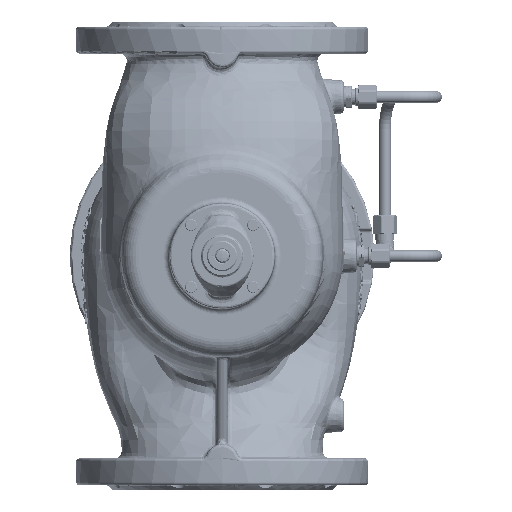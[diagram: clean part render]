
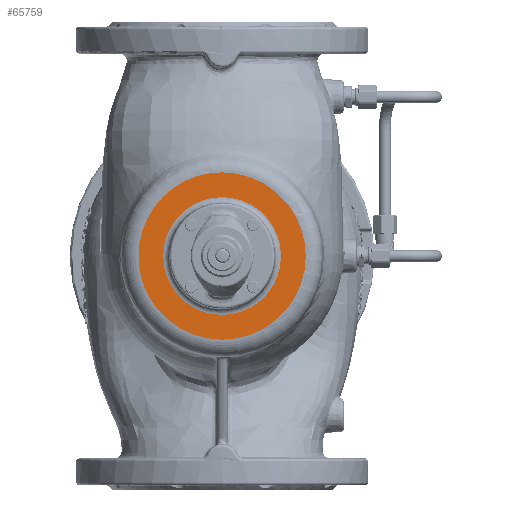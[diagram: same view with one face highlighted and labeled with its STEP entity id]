
A CAD part, front view. The second image highlights one B-rep face of the part: STEP entity #65759.
In plain terms, the highlighted planar face has unit normal (0, -1, 0).
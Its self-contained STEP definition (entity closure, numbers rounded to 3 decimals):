
#27693=CARTESIAN_POINT('',(0.,-143.,0.));
#27694=DIRECTION('',(0.,1.,0.));
#27695=DIRECTION('',(1.,0.,0.));
#27696=AXIS2_PLACEMENT_3D('',#27693,#27694,#27695);
#27698=CARTESIAN_POINT('',(0.,-143.,0.));
#27699=DIRECTION('',(0.,1.,0.));
#27700=DIRECTION('',(0.001,0.,-1.));
#27701=AXIS2_PLACEMENT_3D('',#27698,#27699,#27700);
#27703=CARTESIAN_POINT('',(0.,-143.,0.));
#27704=DIRECTION('',(0.,1.,0.));
#27705=DIRECTION('',(-1.,0.,0.003));
#27706=AXIS2_PLACEMENT_3D('',#27703,#27704,#27705);
#27708=CARTESIAN_POINT('',(0.,-143.,0.));
#27709=DIRECTION('',(0.,1.,0.));
#27710=DIRECTION('',(-0.001,0.,1.));
#27711=AXIS2_PLACEMENT_3D('',#27708,#27709,#27710);
#27713=CARTESIAN_POINT('',(0.,-143.,0.));
#27714=DIRECTION('',(0.,-1.,0.));
#27715=DIRECTION('',(-1.,0.,0.));
#27716=AXIS2_PLACEMENT_3D('',#27713,#27714,#27715);
#27718=CARTESIAN_POINT('',(0.,-143.,0.));
#27719=DIRECTION('',(0.,-1.,0.));
#27720=DIRECTION('',(1.,0.,0.));
#27721=AXIS2_PLACEMENT_3D('',#27718,#27719,#27720);
#48280=CARTESIAN_POINT('',(-50.341,-143.,0.));
#48281=CARTESIAN_POINT('',(50.341,-143.,0.));
#48282=VERTEX_POINT('',#48280);
#48283=VERTEX_POINT('',#48281);
#48284=CARTESIAN_POINT('',(0.106,-143.,-71.497));
#48285=CARTESIAN_POINT('',(-71.497,-143.,0.236));
#48286=VERTEX_POINT('',#48284);
#48287=VERTEX_POINT('',#48285);
#48288=CARTESIAN_POINT('',(71.498,-143.,0.));
#48289=VERTEX_POINT('',#48288);
#48290=CARTESIAN_POINT('',(-0.106,-143.,71.497));
#48291=VERTEX_POINT('',#48290);
#65739=CARTESIAN_POINT('',(0.,-143.,0.));
#65740=DIRECTION('',(0.,-1.,0.));
#65741=DIRECTION('',(-1.,0.,0.));
#65742=AXIS2_PLACEMENT_3D('',#65739,#65740,#65741);
#65743=PLANE('',#65742);
#65745=ORIENTED_EDGE('',*,*,#65744,.T.);
#65747=ORIENTED_EDGE('',*,*,#65746,.T.);
#65749=ORIENTED_EDGE('',*,*,#65748,.T.);
#65751=ORIENTED_EDGE('',*,*,#65750,.T.);
#65752=EDGE_LOOP('',(#65745,#65747,#65749,#65751));
#65753=FACE_OUTER_BOUND('',#65752,.F.);
#65754=ORIENTED_EDGE('',*,*,#65729,.T.);
#65756=ORIENTED_EDGE('',*,*,#65755,.T.);
#65757=EDGE_LOOP('',(#65754,#65756));
#65758=FACE_BOUND('',#65757,.F.);
#65759=ADVANCED_FACE('',(#65753,#65758),#65743,.T.);
#27697=CIRCLE('',#27696,71.498);
#27702=CIRCLE('',#27701,71.498);
#27707=CIRCLE('',#27706,71.498);
#27712=CIRCLE('',#27711,71.498);
#27717=CIRCLE('',#27716,50.341);
#27722=CIRCLE('',#27721,50.341);
#65729=EDGE_CURVE('',#48282,#48283,#27717,.T.);
#65744=EDGE_CURVE('',#48289,#48286,#27697,.T.);
#65746=EDGE_CURVE('',#48286,#48287,#27702,.T.);
#65748=EDGE_CURVE('',#48287,#48291,#27707,.T.);
#65750=EDGE_CURVE('',#48291,#48289,#27712,.T.);
#65755=EDGE_CURVE('',#48283,#48282,#27722,.T.);
